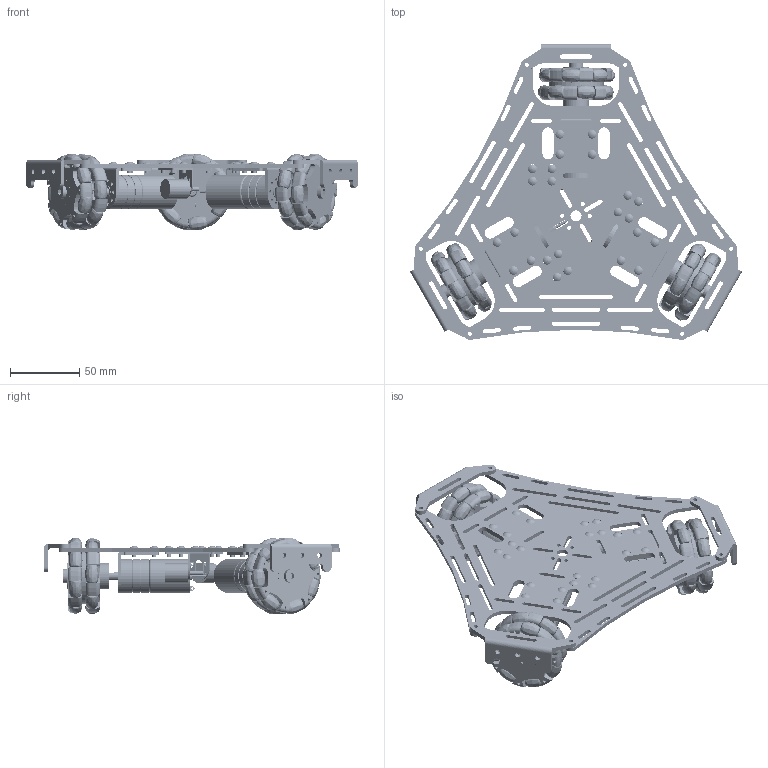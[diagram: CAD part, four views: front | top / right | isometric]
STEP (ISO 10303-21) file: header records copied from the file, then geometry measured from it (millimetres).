
FILE_DESCRIPTION (( 'STEP AP214' ), '1' );
FILE_NAME ('Y车模（无齿轮版）.STEP', '2024-12-30T12:23:47', ( '' ), ( '' ), 'SwSTEP 2.0', 'SolidWorks 2023', '' );
FILE_SCHEMA (( 'AUTOMOTIVE_DESIGN' ));
Length unit declared in the file: millimetre
Products named in the file (20): 中间隔板; 电机联轴器; Y车模（无齿轮版）; 轮顶部; 滚子轴; 扁圆头; 编码器支架; 编码器; 内侧板; 外侧板 ; 滚子; 中间板; rs370电机; Y车底板; 福来轮; 电机支架; 外侧挡板
Assembly tree (82 placements, depth 3):
  Y车模（无齿轮版）
    Y车底板
    rs370电机  x3
    福来轮  x3
      滚子
      滚子轴
      内侧板
      外侧板 
      中间板
      中间隔板
      外侧板 
      内侧板
      中间板
      轮顶部
    扁圆头  x24
    电机支架  x3
    编码器支架  x3
    编码器  x3
    外侧挡板  x3
    电机联轴器  x3
Bounding box: 240.05 x 213.87 x 55.62 mm (x, y, z)
Volume: 305017.9 mm3; surface area: 217708 mm2
Topology: 154 solids, 154 shells, 3601 faces, 8625 edges, 5686 vertices
Faces by surface type: cylinder 1833, plane 1324, torus 228, bspline 210, cone 6
Entity records: 40574 total; most frequent: CARTESIAN_POINT 8287, DIRECTION 6913, ORIENTED_EDGE 6358, EDGE_CURVE 3179, AXIS2_PLACEMENT_3D 2655, VERTEX_POINT 2111, VECTOR 1603, LINE 1603
